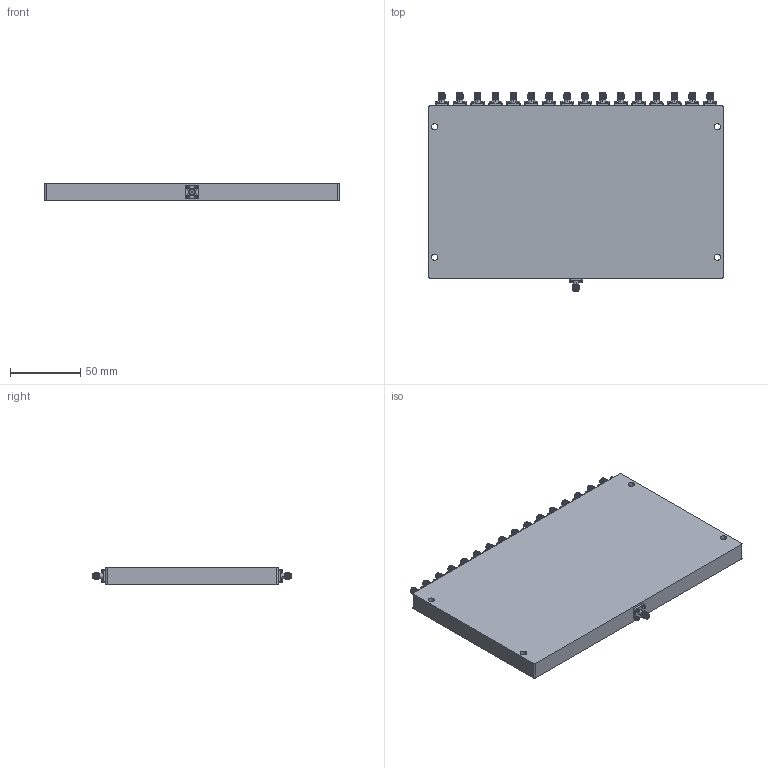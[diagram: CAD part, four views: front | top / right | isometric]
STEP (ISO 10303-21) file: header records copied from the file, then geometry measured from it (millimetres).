
FILE_DESCRIPTION (( 'STEP AP214' ), '1' );
FILE_NAME ('CS-6216-FT1, Defeatured.STEP', '2025-10-17T18:54:33', ( '' ), ( '' ), 'SwSTEP 2.0', 'SolidWorks 2021', '' );
FILE_SCHEMA (( 'AUTOMOTIVE_DESIGN' ));
Length unit declared in the file: millimetre
Products named in the file (1): CS-6216-FT1, Defeatured
Bounding box: 209.1 x 141.6 x 12.7 mm (x, y, z)
Volume: 329077.5 mm3; surface area: 66018.4 mm2
Topology: 1 solids, 69 shells, 2211 faces, 5709 edges, 3687 vertices
Faces by surface type: cylinder 998, plane 822, cone 221, torus 136, bspline 34
Entity records: 81420 total; most frequent: CARTESIAN_POINT 28857, ORIENTED_EDGE 11350, DIRECTION 10990, EDGE_CURVE 5675, AXIS2_PLACEMENT_3D 4327, VERTEX_POINT 3687, LINE 2336, VECTOR 2336
